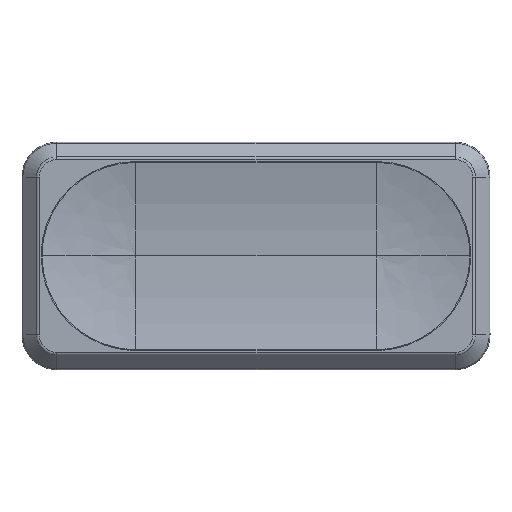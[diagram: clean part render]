
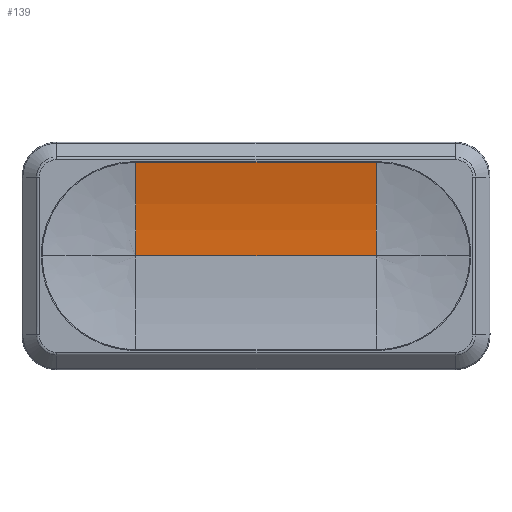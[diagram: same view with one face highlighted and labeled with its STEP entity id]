
A CAD part, top view. The second image highlights one B-rep face of the part: STEP entity #139.
In plain terms, the highlighted free-form (B-spline) face has degree [1, 2] with [2, 3] control points.
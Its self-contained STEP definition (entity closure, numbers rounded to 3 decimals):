
#139=ADVANCED_FACE('',(#328),#2840,.T.);
#328=FACE_OUTER_BOUND('',#519,.T.);
#519=EDGE_LOOP('',(#1138,#1139,#1140,#1141));
#1138=ORIENTED_EDGE('',*,*,#1884,.T.);
#1139=ORIENTED_EDGE('',*,*,#1876,.T.);
#1140=ORIENTED_EDGE('',*,*,#1885,.T.);
#1141=ORIENTED_EDGE('',*,*,#1866,.F.);
#1866=EDGE_CURVE('',#2723,#2722,#2409,.T.);
#1876=EDGE_CURVE('',#2730,#2729,#2419,.T.);
#1884=EDGE_CURVE('',#2723,#2730,#2427,.T.);
#1885=EDGE_CURVE('',#2729,#2722,#2428,.T.);
#2409=(
BOUNDED_CURVE()
B_SPLINE_CURVE(2,(#5036,#5037,#5038),.UNSPECIFIED.,.F.,.F.)
B_SPLINE_CURVE_WITH_KNOTS((3,3),(0.092,7.517),
 .UNSPECIFIED.)
CURVE()
GEOMETRIC_REPRESENTATION_ITEM()
RATIONAL_B_SPLINE_CURVE((1.,1.,1.))
REPRESENTATION_ITEM('')
);
#2419=(
BOUNDED_CURVE()
B_SPLINE_CURVE(2,(#5066,#5067,#5068),.UNSPECIFIED.,.F.,.F.)
B_SPLINE_CURVE_WITH_KNOTS((3,3),(0.092,7.517),
 .UNSPECIFIED.)
CURVE()
GEOMETRIC_REPRESENTATION_ITEM()
RATIONAL_B_SPLINE_CURVE((1.,1.,1.))
REPRESENTATION_ITEM('')
);
#2427=(
BOUNDED_CURVE()
B_SPLINE_CURVE(1,(#5090,#5091),.UNSPECIFIED.,.F.,.F.)
B_SPLINE_CURVE_WITH_KNOTS((2,2),(0.,1.),.UNSPECIFIED.)
CURVE()
GEOMETRIC_REPRESENTATION_ITEM()
RATIONAL_B_SPLINE_CURVE((1.,1.))
REPRESENTATION_ITEM('')
);
#2428=(
BOUNDED_CURVE()
B_SPLINE_CURVE(1,(#5092,#5093),.UNSPECIFIED.,.F.,.F.)
B_SPLINE_CURVE_WITH_KNOTS((2,2),(-1.,0.),.UNSPECIFIED.)
CURVE()
GEOMETRIC_REPRESENTATION_ITEM()
RATIONAL_B_SPLINE_CURVE((1.,1.))
REPRESENTATION_ITEM('')
);
#2722=VERTEX_POINT('',#4040);
#2723=VERTEX_POINT('',#4041);
#2729=VERTEX_POINT('',#4047);
#2730=VERTEX_POINT('',#4048);
#2840=(
BOUNDED_SURFACE()
B_SPLINE_SURFACE(1,2,((#3553,#3554,#3555),(#3556,#3557,#3558)),
 .UNSPECIFIED.,.F.,.F.,.F.)
B_SPLINE_SURFACE_WITH_KNOTS((2,2),(3,3),(0.,1.),(0.092,7.517),
 .UNSPECIFIED.)
GEOMETRIC_REPRESENTATION_ITEM()
RATIONAL_B_SPLINE_SURFACE(((1.,1.,1.),(1.,1.,1.)))
REPRESENTATION_ITEM('')
SURFACE()
);
#3553=CARTESIAN_POINT('',(-11.294,117.793,0.892));
#3554=CARTESIAN_POINT('',(-11.294,114.089,0.));
#3555=CARTESIAN_POINT('',(-11.294,110.384,0.));
#3556=CARTESIAN_POINT('',(-30.344,117.793,0.892));
#3557=CARTESIAN_POINT('',(-30.344,114.089,0.));
#3558=CARTESIAN_POINT('',(-30.344,110.384,0.));
#4040=CARTESIAN_POINT('',(-11.294,110.384,0.));
#4041=CARTESIAN_POINT('',(-11.294,117.793,0.892));
#4047=CARTESIAN_POINT('',(-30.344,110.384,0.));
#4048=CARTESIAN_POINT('',(-30.344,117.793,0.892));
#5036=CARTESIAN_POINT('',(-11.294,117.793,0.892));
#5037=CARTESIAN_POINT('',(-11.294,114.089,0.));
#5038=CARTESIAN_POINT('',(-11.294,110.384,0.));
#5066=CARTESIAN_POINT('',(-30.344,117.793,0.892));
#5067=CARTESIAN_POINT('',(-30.344,114.089,0.));
#5068=CARTESIAN_POINT('',(-30.344,110.384,0.));
#5090=CARTESIAN_POINT('',(-11.294,117.793,0.892));
#5091=CARTESIAN_POINT('',(-30.344,117.793,0.892));
#5092=CARTESIAN_POINT('',(-30.344,110.384,0.));
#5093=CARTESIAN_POINT('',(-11.294,110.384,0.));
